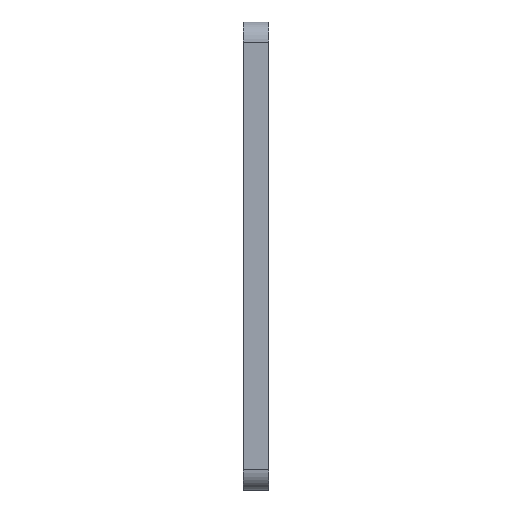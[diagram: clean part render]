
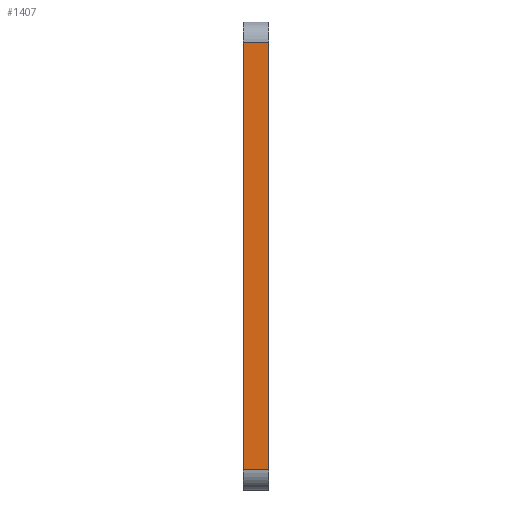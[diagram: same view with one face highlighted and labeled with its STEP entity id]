
A CAD part, left-side view. The second image highlights one B-rep face of the part: STEP entity #1407.
In plain terms, the highlighted planar face has unit normal (-1, 0, 0).
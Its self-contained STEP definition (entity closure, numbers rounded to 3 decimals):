
#5 = EDGE_CURVE ( 'NONE', #3303, #2769, #44, .T. ) ;
#19 = LINE ( 'NONE', #1552, #3167 ) ;
#26 = ORIENTED_EDGE ( 'NONE', *, *, #2608, .T. ) ;
#44 = LINE ( 'NONE', #367, #580 ) ;
#50 = VECTOR ( 'NONE', #1389, 1000. ) ;
#367 = CARTESIAN_POINT ( 'NONE',  ( -95., 6.35, -52.5 ) ) ;
#519 = CARTESIAN_POINT ( 'NONE',  ( -95., 0., 52.5 ) ) ;
#580 = VECTOR ( 'NONE', #2662, 1000. ) ;
#736 = CARTESIAN_POINT ( 'NONE',  ( -95., 6.35, -52.5 ) ) ;
#777 = CARTESIAN_POINT ( 'NONE',  ( -95., 6.35, 57.5 ) ) ;
#870 = EDGE_CURVE ( 'NONE', #3303, #3171, #2708, .T. ) ;
#895 = CARTESIAN_POINT ( 'NONE',  ( -95., 0., 57.5 ) ) ;
#1202 = CARTESIAN_POINT ( 'NONE',  ( -95., 0., -52.5 ) ) ;
#1235 = ORIENTED_EDGE ( 'NONE', *, *, #870, .F. ) ;
#1389 = DIRECTION ( 'NONE',  ( 0., 0., 1. ) ) ;
#1407 = ADVANCED_FACE ( 'NONE', ( #3090 ), #1528, .F. ) ;
#1412 = LINE ( 'NONE', #895, #1760 ) ;
#1528 = PLANE ( 'NONE',  #2584 ) ;
#1532 = DIRECTION ( 'NONE',  ( 0., 1., 0. ) ) ;
#1552 = CARTESIAN_POINT ( 'NONE',  ( -95., 6.35, 52.5 ) ) ;
#1760 = VECTOR ( 'NONE', #2989, 1000. ) ;
#1797 = VERTEX_POINT ( 'NONE', #519 ) ;
#1835 = ORIENTED_EDGE ( 'NONE', *, *, #2719, .T. ) ;
#1899 = CARTESIAN_POINT ( 'NONE',  ( -95., 6.35, 57.5 ) ) ;
#2547 = ORIENTED_EDGE ( 'NONE', *, *, #5, .T. ) ;
#2584 = AXIS2_PLACEMENT_3D ( 'NONE', #777, #2998, #2835 ) ;
#2608 = EDGE_CURVE ( 'NONE', #1797, #3171, #19, .T. ) ;
#2662 = DIRECTION ( 'NONE',  ( 0., -1., 0. ) ) ;
#2708 = LINE ( 'NONE', #1899, #50 ) ;
#2719 = EDGE_CURVE ( 'NONE', #2769, #1797, #1412, .T. ) ;
#2769 = VERTEX_POINT ( 'NONE', #1202 ) ;
#2835 = DIRECTION ( 'NONE',  ( 0., 0., -1. ) ) ;
#2972 = CARTESIAN_POINT ( 'NONE',  ( -95., 6.35, 52.5 ) ) ;
#2989 = DIRECTION ( 'NONE',  ( 0., 0., 1. ) ) ;
#2998 = DIRECTION ( 'NONE',  ( 1., 0., 0. ) ) ;
#3090 = FACE_OUTER_BOUND ( 'NONE', #3155, .T. ) ;
#3155 = EDGE_LOOP ( 'NONE', ( #1235, #2547, #1835, #26 ) ) ;
#3167 = VECTOR ( 'NONE', #1532, 1000. ) ;
#3171 = VERTEX_POINT ( 'NONE', #2972 ) ;
#3303 = VERTEX_POINT ( 'NONE', #736 ) ;
